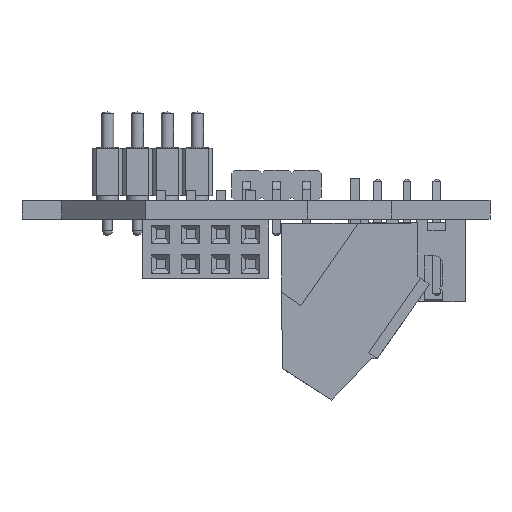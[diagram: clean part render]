
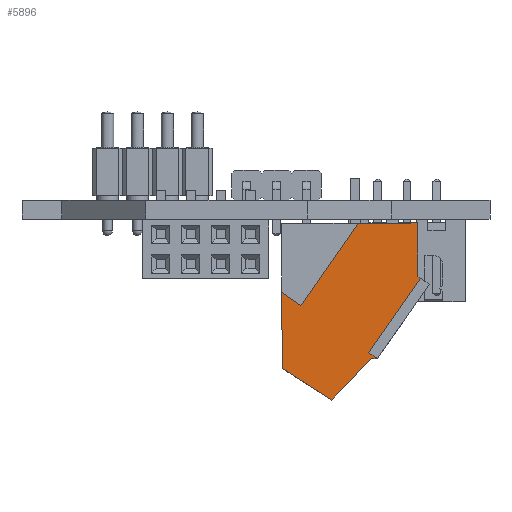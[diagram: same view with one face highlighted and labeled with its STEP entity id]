
A CAD part, left-side view. The second image highlights one B-rep face of the part: STEP entity #5896.
In plain terms, the highlighted planar face has unit normal (-1, 0, 0).
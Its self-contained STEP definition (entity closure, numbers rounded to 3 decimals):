
#5896 = ADVANCED_FACE('',(#5897),#5987,.F.);
#5897 = FACE_BOUND('',#5898,.F.);
#5898 = EDGE_LOOP('',(#5899,#5909,#5917,#5925,#5933,#5941,#5949,#5957,
    #5965,#5973,#5981));
#5899 = ORIENTED_EDGE('',*,*,#5900,.T.);
#5900 = EDGE_CURVE('',#5901,#5903,#5905,.T.);
#5901 = VERTEX_POINT('',#5902);
#5902 = CARTESIAN_POINT('',(-5.08,-5.992,-5.443));
#5903 = VERTEX_POINT('',#5904);
#5904 = CARTESIAN_POINT('',(-5.08,-4.022,-5.363));
#5905 = LINE('',#5906,#5907);
#5906 = CARTESIAN_POINT('',(-5.08,-5.992,-5.443));
#5907 = VECTOR('',#5908,1.);
#5908 = DIRECTION('',(0.,0.999,0.04));
#5909 = ORIENTED_EDGE('',*,*,#5910,.T.);
#5910 = EDGE_CURVE('',#5903,#5911,#5913,.T.);
#5911 = VERTEX_POINT('',#5912);
#5912 = CARTESIAN_POINT('',(-5.08,-3.678,-13.858));
#5913 = LINE('',#5914,#5915);
#5914 = CARTESIAN_POINT('',(-5.08,-4.022,-5.363));
#5915 = VECTOR('',#5916,1.);
#5916 = DIRECTION('',(0.,0.04,-0.999));
#5917 = ORIENTED_EDGE('',*,*,#5918,.T.);
#5918 = EDGE_CURVE('',#5911,#5919,#5921,.T.);
#5919 = VERTEX_POINT('',#5920);
#5920 = CARTESIAN_POINT('',(-5.08,0.554,-16.573));
#5921 = LINE('',#5922,#5923);
#5922 = CARTESIAN_POINT('',(-5.08,-3.678,-13.858));
#5923 = VECTOR('',#5924,1.);
#5924 = DIRECTION('',(0.,0.842,-0.54));
#5925 = ORIENTED_EDGE('',*,*,#5926,.T.);
#5926 = EDGE_CURVE('',#5919,#5927,#5929,.T.);
#5927 = VERTEX_POINT('',#5928);
#5928 = CARTESIAN_POINT('',(-5.08,2.984,-12.786));
#5929 = LINE('',#5930,#5931);
#5930 = CARTESIAN_POINT('',(-5.08,0.554,-16.573));
#5931 = VECTOR('',#5932,1.);
#5932 = DIRECTION('',(0.,0.54,0.842));
#5933 = ORIENTED_EDGE('',*,*,#5934,.T.);
#5934 = EDGE_CURVE('',#5927,#5935,#5937,.T.);
#5935 = VERTEX_POINT('',#5936);
#5936 = CARTESIAN_POINT('',(-5.08,3.284,-12.774));
#5937 = LINE('',#5938,#5939);
#5938 = CARTESIAN_POINT('',(-5.08,2.984,-12.786));
#5939 = VECTOR('',#5940,1.);
#5940 = DIRECTION('',(0.,0.999,0.04));
#5941 = ORIENTED_EDGE('',*,*,#5942,.T.);
#5942 = EDGE_CURVE('',#5935,#5943,#5945,.T.);
#5943 = VERTEX_POINT('',#5944);
#5944 = CARTESIAN_POINT('',(-5.08,2.973,-5.08));
#5945 = LINE('',#5946,#5947);
#5946 = CARTESIAN_POINT('',(-5.08,3.284,-12.774));
#5947 = VECTOR('',#5948,1.);
#5948 = DIRECTION('',(0.,-0.04,0.999));
#5949 = ORIENTED_EDGE('',*,*,#5950,.T.);
#5950 = EDGE_CURVE('',#5943,#5951,#5953,.T.);
#5951 = VERTEX_POINT('',#5952);
#5952 = CARTESIAN_POINT('',(-5.08,3.872,-5.044));
#5953 = LINE('',#5954,#5955);
#5954 = CARTESIAN_POINT('',(-5.08,2.973,-5.08));
#5955 = VECTOR('',#5956,1.);
#5956 = DIRECTION('',(0.,0.999,0.04));
#5957 = ORIENTED_EDGE('',*,*,#5958,.T.);
#5958 = EDGE_CURVE('',#5951,#5959,#5961,.T.);
#5959 = VERTEX_POINT('',#5960);
#5960 = CARTESIAN_POINT('',(-5.08,3.451,-4.774));
#5961 = LINE('',#5962,#5963);
#5962 = CARTESIAN_POINT('',(-5.08,3.872,-5.044));
#5963 = VECTOR('',#5964,1.);
#5964 = DIRECTION('',(0.,-0.842,0.54));
#5965 = ORIENTED_EDGE('',*,*,#5966,.T.);
#5966 = EDGE_CURVE('',#5959,#5967,#5969,.T.);
#5967 = VERTEX_POINT('',#5968);
#5968 = CARTESIAN_POINT('',(-5.08,2.5,0.));
#5969 = LINE('',#5970,#5971);
#5970 = CARTESIAN_POINT('',(-5.08,3.451,-4.774));
#5971 = VECTOR('',#5972,1.);
#5972 = DIRECTION('',(0.,-0.195,0.981));
#5973 = ORIENTED_EDGE('',*,*,#5974,.T.);
#5974 = EDGE_CURVE('',#5967,#5975,#5977,.T.);
#5975 = VERTEX_POINT('',#5976);
#5976 = CARTESIAN_POINT('',(-5.08,-2.5,0.));
#5977 = LINE('',#5978,#5979);
#5978 = CARTESIAN_POINT('',(-5.08,2.5,0.));
#5979 = VECTOR('',#5980,1.);
#5980 = DIRECTION('',(0.,-1.,0.));
#5981 = ORIENTED_EDGE('',*,*,#5982,.T.);
#5982 = EDGE_CURVE('',#5975,#5901,#5983,.T.);
#5983 = LINE('',#5984,#5985);
#5984 = CARTESIAN_POINT('',(-5.08,-2.5,0.));
#5985 = VECTOR('',#5986,1.);
#5986 = DIRECTION('',(0.,-0.54,-0.842));
#5987 = PLANE('',#5988);
#5988 = AXIS2_PLACEMENT_3D('',#5989,#5990,#5991);
#5989 = CARTESIAN_POINT('',(-5.08,0.,0.));
#5990 = DIRECTION('',(1.,0.,0.));
#5991 = DIRECTION('',(0.,0.,-1.));
